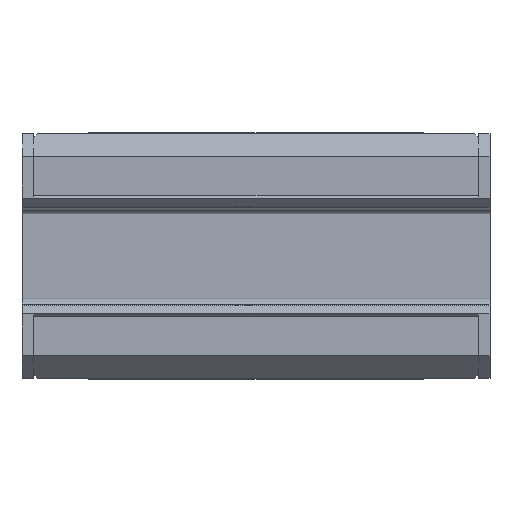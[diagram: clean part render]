
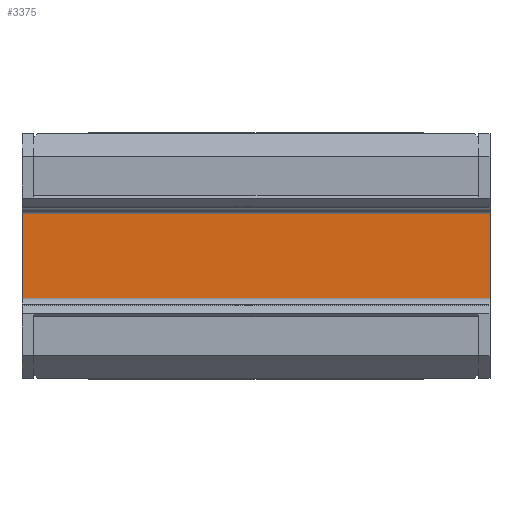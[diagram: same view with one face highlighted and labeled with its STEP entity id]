
A CAD part, front view. The second image highlights one B-rep face of the part: STEP entity #3375.
In plain terms, the highlighted planar face has unit normal (0, -1, 0).
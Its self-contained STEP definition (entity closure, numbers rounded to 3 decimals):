
#31 = VERTEX_POINT ( 'NONE', #2104 ) ;
#139 = VERTEX_POINT ( 'NONE', #3343 ) ;
#356 = CARTESIAN_POINT ( 'NONE',  ( -30.4, 6.8, 6.1 ) ) ;
#491 = EDGE_CURVE ( 'NONE', #31, #578, #2097, .T. ) ;
#542 = EDGE_CURVE ( 'NONE', #919, #31, #856, .T. ) ;
#578 = VERTEX_POINT ( 'NONE', #586 ) ;
#586 = CARTESIAN_POINT ( 'NONE',  ( 30.4, 6.8, -6.1 ) ) ;
#631 = PLANE ( 'NONE',  #2851 ) ;
#662 = DIRECTION ( 'NONE',  ( 0., -1., 0. ) ) ;
#685 = DIRECTION ( 'NONE',  ( -1., 0., 0. ) ) ;
#762 = LINE ( 'NONE', #1023, #3241 ) ;
#856 = LINE ( 'NONE', #3659, #3049 ) ;
#919 = VERTEX_POINT ( 'NONE', #356 ) ;
#947 = EDGE_CURVE ( 'NONE', #578, #139, #762, .T. ) ;
#1009 = ORIENTED_EDGE ( 'NONE', *, *, #491, .T. ) ;
#1023 = CARTESIAN_POINT ( 'NONE',  ( 30.4, 6.8, -6.1 ) ) ;
#1215 = LINE ( 'NONE', #3510, #2720 ) ;
#1417 = ORIENTED_EDGE ( 'NONE', *, *, #542, .T. ) ;
#1418 = EDGE_CURVE ( 'NONE', #139, #919, #1215, .T. ) ;
#1420 = DIRECTION ( 'NONE',  ( 0., 0., -1. ) ) ;
#1479 = FACE_OUTER_BOUND ( 'NONE', #3006, .T. ) ;
#1602 = DIRECTION ( 'NONE',  ( 1., 0., 0. ) ) ;
#1741 = DIRECTION ( 'NONE',  ( 0., 0., -1. ) ) ;
#1754 = CARTESIAN_POINT ( 'NONE',  ( 30.4, 6.8, -6.1 ) ) ;
#1844 = DIRECTION ( 'NONE',  ( 0., 0., 1. ) ) ;
#2097 = LINE ( 'NONE', #3031, #3418 ) ;
#2104 = CARTESIAN_POINT ( 'NONE',  ( -30.4, 6.8, -6.1 ) ) ;
#2720 = VECTOR ( 'NONE', #685, 1000. ) ;
#2780 = ORIENTED_EDGE ( 'NONE', *, *, #947, .T. ) ;
#2827 = ORIENTED_EDGE ( 'NONE', *, *, #1418, .T. ) ;
#2851 = AXIS2_PLACEMENT_3D ( 'NONE', #1754, #662, #1741 ) ;
#3006 = EDGE_LOOP ( 'NONE', ( #2780, #2827, #1417, #1009 ) ) ;
#3031 = CARTESIAN_POINT ( 'NONE',  ( 30.4, 6.8, -6.1 ) ) ;
#3049 = VECTOR ( 'NONE', #1420, 1000. ) ;
#3241 = VECTOR ( 'NONE', #1844, 1000. ) ;
#3343 = CARTESIAN_POINT ( 'NONE',  ( 30.4, 6.8, 6.1 ) ) ;
#3375 = ADVANCED_FACE ( 'NONE', ( #1479 ), #631, .T. ) ;
#3418 = VECTOR ( 'NONE', #1602, 1000. ) ;
#3510 = CARTESIAN_POINT ( 'NONE',  ( 30.4, 6.8, 6.1 ) ) ;
#3659 = CARTESIAN_POINT ( 'NONE',  ( -30.4, 6.8, -6.1 ) ) ;
